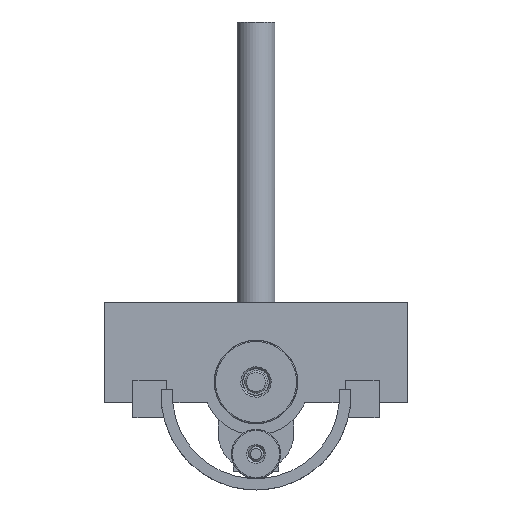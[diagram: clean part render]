
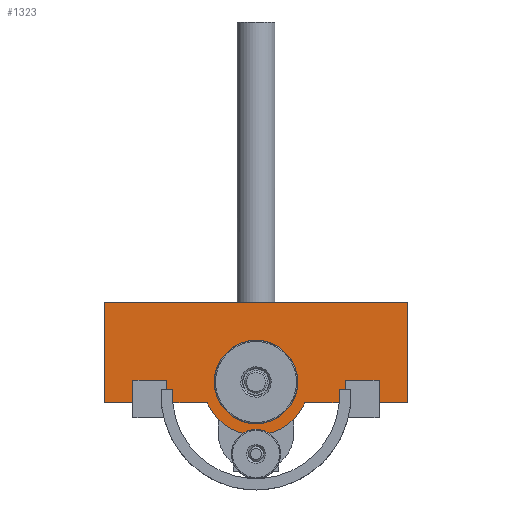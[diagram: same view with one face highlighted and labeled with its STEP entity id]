
A CAD part, front view. The second image highlights one B-rep face of the part: STEP entity #1323.
In plain terms, the highlighted planar face has unit normal (0, -1, 0).
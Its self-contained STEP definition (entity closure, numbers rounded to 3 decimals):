
#838=PLANE('',#5586);
#1056=FACE_OUTER_BOUND('',#2064,.T.);
#1323=ADVANCED_FACE('',(#1056,#1777),#838,.T.);
#1611=CIRCLE('',#5580,14.);
#1613=CIRCLE('',#5583,11.);
#1777=FACE_BOUND('',#2065,.T.);
#2064=EDGE_LOOP('',(#3738,#3739,#3740,#3741,#3742,#3743));
#2065=EDGE_LOOP('',(#3744));
#2460=LINE('',#8385,#2888);
#2461=LINE('',#8387,#2889);
#2462=LINE('',#8389,#2890);
#2463=LINE('',#8391,#2891);
#2464=LINE('',#8393,#2892);
#2888=VECTOR('',#6500,1.);
#2889=VECTOR('',#6501,1.);
#2890=VECTOR('',#6502,1.);
#2891=VECTOR('',#6503,1.);
#2892=VECTOR('',#6504,1.);
#3738=ORIENTED_EDGE('',*,*,#5043,.T.);
#3739=ORIENTED_EDGE('',*,*,#5052,.F.);
#3740=ORIENTED_EDGE('',*,*,#5053,.F.);
#3741=ORIENTED_EDGE('',*,*,#5054,.F.);
#3742=ORIENTED_EDGE('',*,*,#5055,.F.);
#3743=ORIENTED_EDGE('',*,*,#5056,.F.);
#3744=ORIENTED_EDGE('',*,*,#5046,.F.);
#4525=VERTEX_POINT('',#8365);
#4526=VERTEX_POINT('',#8367);
#4528=VERTEX_POINT('',#8373);
#4533=VERTEX_POINT('',#8386);
#4534=VERTEX_POINT('',#8388);
#4535=VERTEX_POINT('',#8390);
#4536=VERTEX_POINT('',#8392);
#5043=EDGE_CURVE('',#4526,#4525,#1611,.T.);
#5046=EDGE_CURVE('',#4528,#4528,#1613,.T.);
#5052=EDGE_CURVE('',#4533,#4525,#2460,.T.);
#5053=EDGE_CURVE('',#4534,#4533,#2461,.T.);
#5054=EDGE_CURVE('',#4535,#4534,#2462,.T.);
#5055=EDGE_CURVE('',#4536,#4535,#2463,.T.);
#5056=EDGE_CURVE('',#4526,#4536,#2464,.T.);
#5580=AXIS2_PLACEMENT_3D('',#8366,#6482,#6483);
#5583=AXIS2_PLACEMENT_3D('',#8372,#6489,#6490);
#5586=AXIS2_PLACEMENT_3D('',#8394,#6505,#6506);
#6482=DIRECTION('',(0.,-1.,0.));
#6483=DIRECTION('',(1.,0.,0.));
#6489=DIRECTION('',(0.,-1.,0.));
#6490=DIRECTION('',(1.,0.,0.));
#6500=DIRECTION('',(-1.,0.,0.));
#6501=DIRECTION('',(0.,0.,-1.));
#6502=DIRECTION('',(1.,0.,0.));
#6503=DIRECTION('',(0.,0.,1.));
#6504=DIRECTION('',(-1.,0.,0.));
#6505=DIRECTION('',(0.,-1.,0.));
#6506=DIRECTION('',(0.,0.,-1.));
#8365=CARTESIAN_POINT('',(12.874,-35.,-0.5));
#8366=CARTESIAN_POINT('',(0.,-35.,5.));
#8367=CARTESIAN_POINT('',(-12.874,-35.,-0.5));
#8372=CARTESIAN_POINT('',(0.,-35.,5.));
#8373=CARTESIAN_POINT('',(11.,-35.,5.));
#8385=CARTESIAN_POINT('',(40.,-35.,-0.5));
#8386=CARTESIAN_POINT('',(40.,-35.,-0.5));
#8387=CARTESIAN_POINT('',(40.,-35.,26.));
#8388=CARTESIAN_POINT('',(40.,-35.,26.));
#8389=CARTESIAN_POINT('',(-40.,-35.,26.));
#8390=CARTESIAN_POINT('',(-40.,-35.,26.));
#8391=CARTESIAN_POINT('',(-40.,-35.,-0.5));
#8392=CARTESIAN_POINT('',(-40.,-35.,-0.5));
#8393=CARTESIAN_POINT('',(-12.874,-35.,-0.5));
#8394=CARTESIAN_POINT('',(0.,-35.,5.));
